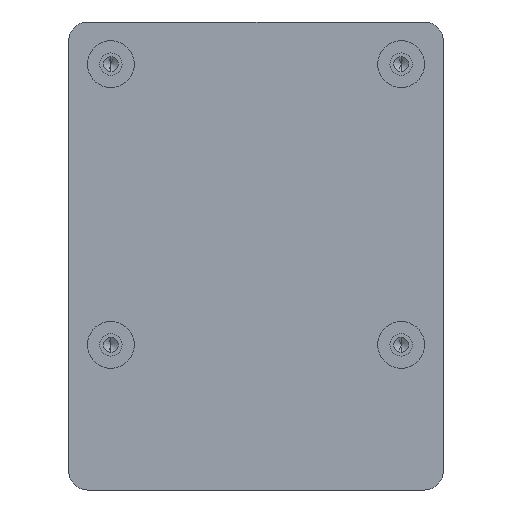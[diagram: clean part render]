
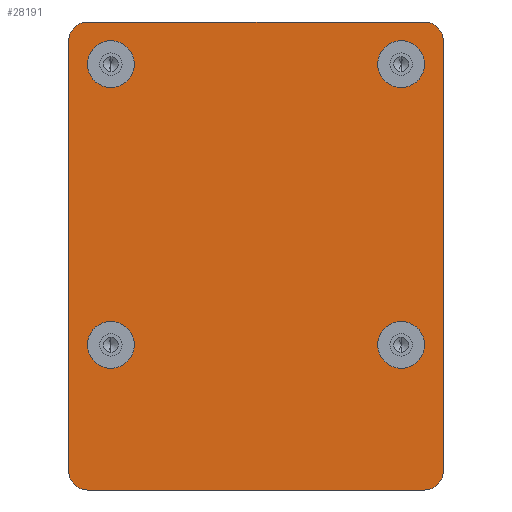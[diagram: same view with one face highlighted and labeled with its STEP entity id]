
A CAD part, front view. The second image highlights one B-rep face of the part: STEP entity #28191.
In plain terms, the highlighted planar face has unit normal (0, -1, 0).
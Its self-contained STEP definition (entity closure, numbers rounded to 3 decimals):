
#77 = VERTEX_POINT ( 'NONE', #29840 ) ;
#141 = CIRCLE ( 'NONE', #8534, 2.5 ) ;
#172 = EDGE_CURVE ( 'NONE', #10196, #21983, #17631, .T. ) ;
#887 = CARTESIAN_POINT ( 'NONE',  ( -15.5, -12.1, -14.5 ) ) ;
#1370 = CARTESIAN_POINT ( 'NONE',  ( 15.5, -12.1, 13. ) ) ;
#1460 = ORIENTED_EDGE ( 'NONE', *, *, #4852, .F. ) ;
#1572 = DIRECTION ( 'NONE',  ( 0., 0., -1. ) ) ;
#2011 = EDGE_CURVE ( 'NONE', #27788, #21983, #10487, .T. ) ;
#2175 = DIRECTION ( 'NONE',  ( 0., 0., -1. ) ) ;
#2374 = CARTESIAN_POINT ( 'NONE',  ( -15.5, -12.1, 18. ) ) ;
#2446 = ORIENTED_EDGE ( 'NONE', *, *, #12657, .F. ) ;
#2502 = CARTESIAN_POINT ( 'NONE',  ( -18., -12.1, -28. ) ) ;
#2521 = EDGE_LOOP ( 'NONE', ( #19995, #29146 ) ) ;
#3039 = ORIENTED_EDGE ( 'NONE', *, *, #2011, .F. ) ;
#3212 = DIRECTION ( 'NONE',  ( 0., -1., 0. ) ) ;
#3259 = ORIENTED_EDGE ( 'NONE', *, *, #15501, .F. ) ;
#3406 = CARTESIAN_POINT ( 'NONE',  ( 20., -12.1, -28. ) ) ;
#3478 = AXIS2_PLACEMENT_3D ( 'NONE', #32090, #6563, #16780 ) ;
#3482 = CARTESIAN_POINT ( 'NONE',  ( 20., -12.1, 20. ) ) ;
#4072 = EDGE_CURVE ( 'NONE', #27788, #5477, #4319, .T. ) ;
#4235 = VERTEX_POINT ( 'NONE', #22819 ) ;
#4284 = DIRECTION ( 'NONE',  ( 0., -1., 0. ) ) ;
#4295 = EDGE_LOOP ( 'NONE', ( #28397, #2446 ) ) ;
#4319 = CIRCLE ( 'NONE', #22707, 2. ) ;
#4495 = DIRECTION ( 'NONE',  ( 0., -1., 0. ) ) ;
#4852 = EDGE_CURVE ( 'NONE', #28875, #19952, #141, .T. ) ;
#5435 = ORIENTED_EDGE ( 'NONE', *, *, #21133, .F. ) ;
#5477 = VERTEX_POINT ( 'NONE', #3406 ) ;
#5564 = DIRECTION ( 'NONE',  ( 0., -1., 0. ) ) ;
#5729 = DIRECTION ( 'NONE',  ( -1., 0., 0. ) ) ;
#5789 = LINE ( 'NONE', #3482, #10965 ) ;
#6154 = CARTESIAN_POINT ( 'NONE',  ( 20., -12.1, 18. ) ) ;
#6283 = EDGE_LOOP ( 'NONE', ( #5435, #3259 ) ) ;
#6563 = DIRECTION ( 'NONE',  ( 0., -1., 0. ) ) ;
#6639 = FACE_BOUND ( 'NONE', #2521, .T. ) ;
#6685 = AXIS2_PLACEMENT_3D ( 'NONE', #18068, #5564, #15605 ) ;
#8247 = DIRECTION ( 'NONE',  ( 0., 0., -1. ) ) ;
#8401 = AXIS2_PLACEMENT_3D ( 'NONE', #9302, #12076, #1572 ) ;
#8534 = AXIS2_PLACEMENT_3D ( 'NONE', #24924, #22442, #2175 ) ;
#8557 = CARTESIAN_POINT ( 'NONE',  ( 18., -12.1, -28. ) ) ;
#8789 = CARTESIAN_POINT ( 'NONE',  ( -20., -12.1, -28. ) ) ;
#9053 = CARTESIAN_POINT ( 'NONE',  ( 15.5, -12.1, 15.5 ) ) ;
#9066 = EDGE_CURVE ( 'NONE', #19952, #28875, #10732, .T. ) ;
#9207 = AXIS2_PLACEMENT_3D ( 'NONE', #2502, #17969, #17471 ) ;
#9302 = CARTESIAN_POINT ( 'NONE',  ( -15.5, -12.1, -14.5 ) ) ;
#9415 = FACE_BOUND ( 'NONE', #10712, .T. ) ;
#9761 = CARTESIAN_POINT ( 'NONE',  ( -15.5, -12.1, 13. ) ) ;
#9853 = LINE ( 'NONE', #12142, #24685 ) ;
#10196 = VERTEX_POINT ( 'NONE', #8789 ) ;
#10487 = LINE ( 'NONE', #18565, #29525 ) ;
#10603 = DIRECTION ( 'NONE',  ( 0., 0., -1. ) ) ;
#10712 = EDGE_LOOP ( 'NONE', ( #18332, #1460 ) ) ;
#10732 = CIRCLE ( 'NONE', #26544, 2.5 ) ;
#10965 = VECTOR ( 'NONE', #11169, 1000. ) ;
#10989 = CIRCLE ( 'NONE', #19444, 2.5 ) ;
#11043 = DIRECTION ( 'NONE',  ( 0., 0., -1. ) ) ;
#11169 = DIRECTION ( 'NONE',  ( -1., 0., 0. ) ) ;
#12076 = DIRECTION ( 'NONE',  ( 0., -1., 0. ) ) ;
#12142 = CARTESIAN_POINT ( 'NONE',  ( 20., -12.1, -20. ) ) ;
#12656 = ORIENTED_EDGE ( 'NONE', *, *, #4072, .T. ) ;
#12657 = EDGE_CURVE ( 'NONE', #13232, #19535, #27679, .T. ) ;
#12864 = AXIS2_PLACEMENT_3D ( 'NONE', #887, #26256, #11043 ) ;
#12944 = CIRCLE ( 'NONE', #29816, 2. ) ;
#13131 = ORIENTED_EDGE ( 'NONE', *, *, #26612, .T. ) ;
#13232 = VERTEX_POINT ( 'NONE', #29903 ) ;
#13467 = DIRECTION ( 'NONE',  ( 0., -1., 0. ) ) ;
#13697 = ORIENTED_EDGE ( 'NONE', *, *, #26453, .T. ) ;
#13872 = EDGE_CURVE ( 'NONE', #21160, #16932, #32497, .T. ) ;
#13931 = DIRECTION ( 'NONE',  ( 0., 0., 1. ) ) ;
#13971 = ORIENTED_EDGE ( 'NONE', *, *, #31649, .F. ) ;
#14129 = EDGE_CURVE ( 'NONE', #18420, #27121, #31311, .T. ) ;
#14241 = CARTESIAN_POINT ( 'NONE',  ( 15.5, -12.1, -12. ) ) ;
#14297 = ORIENTED_EDGE ( 'NONE', *, *, #24594, .T. ) ;
#14804 = DIRECTION ( 'NONE',  ( 0., 0., -1. ) ) ;
#15501 = EDGE_CURVE ( 'NONE', #23302, #77, #31262, .T. ) ;
#15605 = DIRECTION ( 'NONE',  ( 0., 0., -1. ) ) ;
#16780 = DIRECTION ( 'NONE',  ( 0., 0., -1. ) ) ;
#16932 = VERTEX_POINT ( 'NONE', #9761 ) ;
#17331 = CARTESIAN_POINT ( 'NONE',  ( 0., -12.1, 0. ) ) ;
#17471 = DIRECTION ( 'NONE',  ( 0., 0., -1. ) ) ;
#17631 = CIRCLE ( 'NONE', #9207, 2. ) ;
#17969 = DIRECTION ( 'NONE',  ( 0., -1., 0. ) ) ;
#18068 = CARTESIAN_POINT ( 'NONE',  ( -15.5, -12.1, 15.5 ) ) ;
#18204 = DIRECTION ( 'NONE',  ( 0., 0., -1. ) ) ;
#18279 = AXIS2_PLACEMENT_3D ( 'NONE', #26937, #21843, #24305 ) ;
#18332 = ORIENTED_EDGE ( 'NONE', *, *, #9066, .F. ) ;
#18372 = CARTESIAN_POINT ( 'NONE',  ( 18., -12.1, 18. ) ) ;
#18406 = VERTEX_POINT ( 'NONE', #31179 ) ;
#18420 = VERTEX_POINT ( 'NONE', #6154 ) ;
#18565 = CARTESIAN_POINT ( 'NONE',  ( 20., -12.1, -30. ) ) ;
#18928 = CARTESIAN_POINT ( 'NONE',  ( 15.5, -12.1, -14.5 ) ) ;
#18938 = EDGE_CURVE ( 'NONE', #19535, #13232, #10989, .T. ) ;
#19195 = CARTESIAN_POINT ( 'NONE',  ( 15.5, -12.1, -17. ) ) ;
#19444 = AXIS2_PLACEMENT_3D ( 'NONE', #9053, #4284, #14804 ) ;
#19484 = PLANE ( 'NONE',  #31793 ) ;
#19535 = VERTEX_POINT ( 'NONE', #1370 ) ;
#19952 = VERTEX_POINT ( 'NONE', #19195 ) ;
#19995 = ORIENTED_EDGE ( 'NONE', *, *, #31428, .F. ) ;
#20089 = ORIENTED_EDGE ( 'NONE', *, *, #14129, .T. ) ;
#20911 = DIRECTION ( 'NONE',  ( 0., 0., -1. ) ) ;
#21039 = CIRCLE ( 'NONE', #8401, 2.5 ) ;
#21133 = EDGE_CURVE ( 'NONE', #77, #23302, #21039, .T. ) ;
#21160 = VERTEX_POINT ( 'NONE', #2374 ) ;
#21843 = DIRECTION ( 'NONE',  ( 0., -1., 0. ) ) ;
#21983 = VERTEX_POINT ( 'NONE', #29640 ) ;
#22442 = DIRECTION ( 'NONE',  ( 0., -1., 0. ) ) ;
#22477 = CIRCLE ( 'NONE', #6685, 2.5 ) ;
#22707 = AXIS2_PLACEMENT_3D ( 'NONE', #8557, #30808, #8247 ) ;
#22819 = CARTESIAN_POINT ( 'NONE',  ( -20., -12.1, 18. ) ) ;
#22870 = AXIS2_PLACEMENT_3D ( 'NONE', #18372, #3212, #18204 ) ;
#23142 = DIRECTION ( 'NONE',  ( 0., -1., 0. ) ) ;
#23302 = VERTEX_POINT ( 'NONE', #32289 ) ;
#23651 = CARTESIAN_POINT ( 'NONE',  ( 18., -12.1, -30. ) ) ;
#24061 = VECTOR ( 'NONE', #13931, 1000. ) ;
#24305 = DIRECTION ( 'NONE',  ( 0., 0., -1. ) ) ;
#24311 = LINE ( 'NONE', #29738, #24061 ) ;
#24594 = EDGE_CURVE ( 'NONE', #18406, #4235, #12944, .T. ) ;
#24685 = VECTOR ( 'NONE', #32456, 1000. ) ;
#24859 = CARTESIAN_POINT ( 'NONE',  ( -18., -12.1, 18. ) ) ;
#24924 = CARTESIAN_POINT ( 'NONE',  ( 15.5, -12.1, -14.5 ) ) ;
#26102 = ORIENTED_EDGE ( 'NONE', *, *, #172, .T. ) ;
#26256 = DIRECTION ( 'NONE',  ( 0., -1., 0. ) ) ;
#26453 = EDGE_CURVE ( 'NONE', #27121, #18406, #5789, .T. ) ;
#26544 = AXIS2_PLACEMENT_3D ( 'NONE', #18928, #13467, #20911 ) ;
#26612 = EDGE_CURVE ( 'NONE', #5477, #18420, #9853, .T. ) ;
#26744 = FACE_BOUND ( 'NONE', #6283, .T. ) ;
#26937 = CARTESIAN_POINT ( 'NONE',  ( -15.5, -12.1, 15.5 ) ) ;
#27049 = FACE_OUTER_BOUND ( 'NONE', #30679, .T. ) ;
#27121 = VERTEX_POINT ( 'NONE', #28322 ) ;
#27388 = DIRECTION ( 'NONE',  ( 0., 0., -1. ) ) ;
#27679 = CIRCLE ( 'NONE', #3478, 2.5 ) ;
#27788 = VERTEX_POINT ( 'NONE', #23651 ) ;
#28191 = ADVANCED_FACE ( 'NONE', ( #6639, #26744, #9415, #29368, #27049 ), #19484, .T. ) ;
#28322 = CARTESIAN_POINT ( 'NONE',  ( 18., -12.1, 20. ) ) ;
#28397 = ORIENTED_EDGE ( 'NONE', *, *, #18938, .F. ) ;
#28875 = VERTEX_POINT ( 'NONE', #14241 ) ;
#29146 = ORIENTED_EDGE ( 'NONE', *, *, #13872, .F. ) ;
#29368 = FACE_BOUND ( 'NONE', #4295, .T. ) ;
#29525 = VECTOR ( 'NONE', #5729, 1000. ) ;
#29640 = CARTESIAN_POINT ( 'NONE',  ( -18., -12.1, -30. ) ) ;
#29738 = CARTESIAN_POINT ( 'NONE',  ( -20., -12.1, -20. ) ) ;
#29816 = AXIS2_PLACEMENT_3D ( 'NONE', #24859, #23142, #10603 ) ;
#29840 = CARTESIAN_POINT ( 'NONE',  ( -15.5, -12.1, -17. ) ) ;
#29903 = CARTESIAN_POINT ( 'NONE',  ( 15.5, -12.1, 18. ) ) ;
#30679 = EDGE_LOOP ( 'NONE', ( #13971, #26102, #3039, #12656, #13131, #20089, #13697, #14297 ) ) ;
#30808 = DIRECTION ( 'NONE',  ( 0., -1., 0. ) ) ;
#31179 = CARTESIAN_POINT ( 'NONE',  ( -18., -12.1, 20. ) ) ;
#31262 = CIRCLE ( 'NONE', #12864, 2.5 ) ;
#31311 = CIRCLE ( 'NONE', #22870, 2. ) ;
#31428 = EDGE_CURVE ( 'NONE', #16932, #21160, #22477, .T. ) ;
#31649 = EDGE_CURVE ( 'NONE', #10196, #4235, #24311, .T. ) ;
#31793 = AXIS2_PLACEMENT_3D ( 'NONE', #17331, #4495, #27388 ) ;
#32090 = CARTESIAN_POINT ( 'NONE',  ( 15.5, -12.1, 15.5 ) ) ;
#32289 = CARTESIAN_POINT ( 'NONE',  ( -15.5, -12.1, -12. ) ) ;
#32456 = DIRECTION ( 'NONE',  ( 0., 0., 1. ) ) ;
#32497 = CIRCLE ( 'NONE', #18279, 2.5 ) ;
